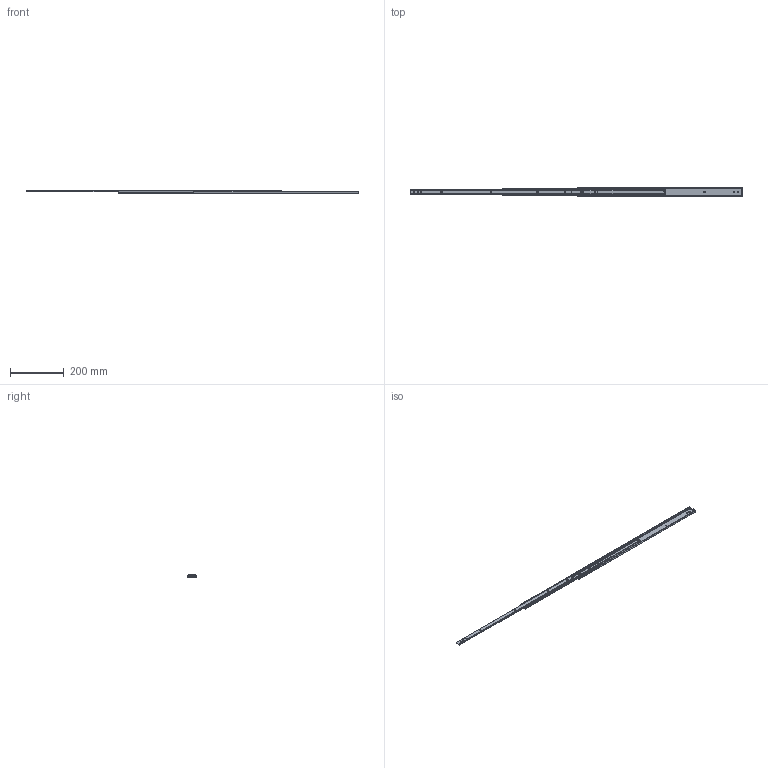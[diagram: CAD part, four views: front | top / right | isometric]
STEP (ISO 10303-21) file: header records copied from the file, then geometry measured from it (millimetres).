
FILE_DESCRIPTION (( 'STEP AP203' ), '1' );
FILE_NAME ('C350-24.STEP', '2021-03-19T07:12:47', ( '' ), ( '' ), 'SwSTEP 2.0', 'SolidWorks 2019', '' );
FILE_SCHEMA (( 'CONFIG_CONTROL_DESIGN' ));
Length unit declared in the file: millimetre
Products named in the file (5): C350-24; C350-24 OM; PN198B; C350-24 IM; C350-24 CM
Assembly tree (4 placements, depth 2):
  C350-24
    C350-24 OM
    C350-24 CM
    PN198B
    C350-24 IM
Bounding box: 1230.25 x 35.3 x 13 mm (x, y, z)
Volume: 106663.7 mm3; surface area: 138115.3 mm2
Topology: 4 solids, 4 shells, 310 faces, 920 edges, 606 vertices
Faces by surface type: plane 165, cylinder 145
Entity records: 11411 total; most frequent: CARTESIAN_POINT 2441, ORIENTED_EDGE 1840, DIRECTION 1734, EDGE_CURVE 920, VERTEX_POINT 606, AXIS2_PLACEMENT_3D 583, VECTOR 568, LINE 568
